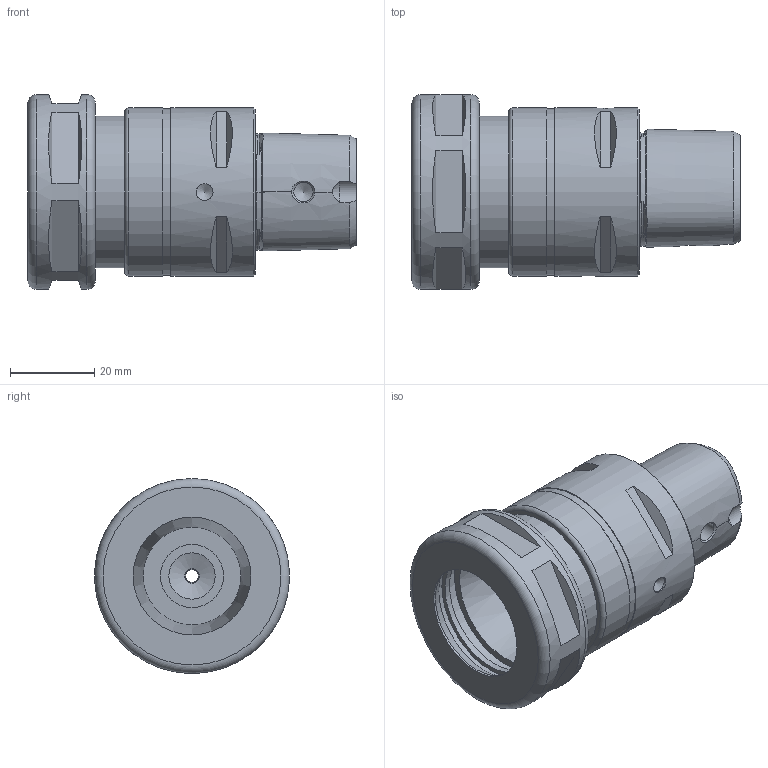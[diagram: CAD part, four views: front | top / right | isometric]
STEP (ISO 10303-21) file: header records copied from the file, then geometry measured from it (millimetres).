
FILE_DESCRIPTION((''),'2;1');
FILE_NAME('670000422054-3D.stp','2021-01-28T13:39:24',('nttooll'),(''),'Autodesk Inventor 2012','Autodesk Inventor 2012','');
FILE_SCHEMA(('AUTOMOTIVE_DESIGN { 1 0 10303 214 1 1 1 1 }'));
Length unit declared in the file: millimetre
Products named in the file (1): 670000422054-3D
Bounding box: 78 x 46.3 x 46.3 mm (x, y, z)
Volume: 49212.7 mm3; surface area: 19845 mm2
Topology: 1 solids, 1 shells, 129 faces, 282 edges, 177 vertices
Faces by surface type: plane 54, cylinder 31, cone 21, bspline 16, torus 7
Full cylindrical faces by diameter (mm): 3 x1, 3.464 x1, 4 x1, 4.599 x2, 4.6 x1, 12 x1, 14 x2, 15 x1, 18 x2, 20 x1, 24 x1, 28 x1, 30.4 x1, 32.5 x1, 36 x2, 39.6 x1, 40 x2, 46.3 x1
Entity records: 6611 total; most frequent: CARTESIAN_POINT 4098, DIRECTION 488, ORIENTED_EDGE 442, EDGE_CURVE 221, AXIS2_PLACEMENT_3D 215, EDGE_LOOP 204, VERTEX_POINT 165, FACE_OUTER_BOUND 129
